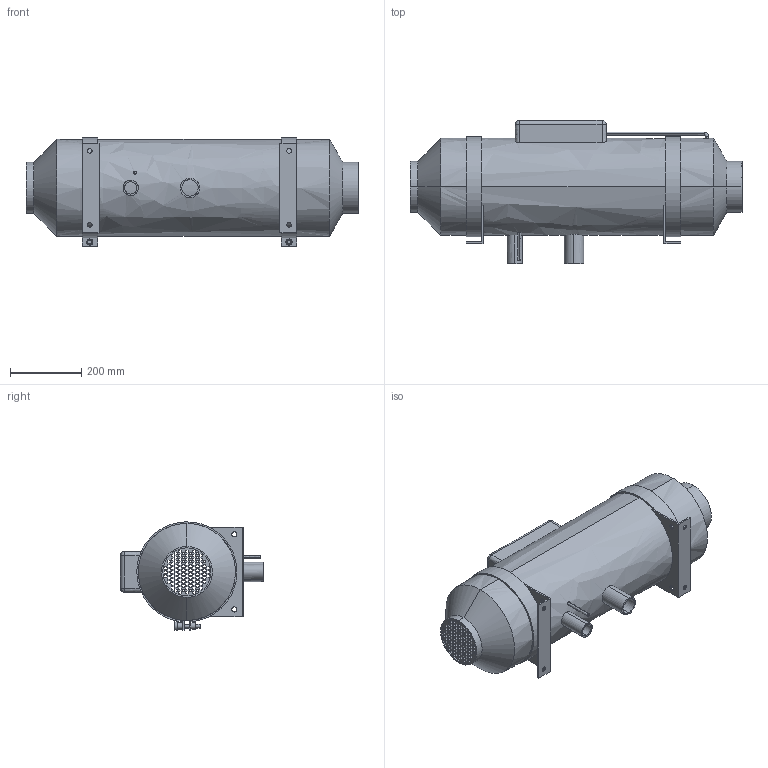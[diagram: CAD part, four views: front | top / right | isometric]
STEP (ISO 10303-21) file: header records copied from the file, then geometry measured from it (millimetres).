
FILE_DESCRIPTION(('FreeCAD Model'),'2;1');
FILE_NAME('Open CASCADE Shape Model','2025-05-04T13:21:57',('FreeCAD'),( 'FreeCAD'),'Open CASCADE STEP processor 7.6','FreeCAD','Unknown');
FILE_SCHEMA(('AUTOMOTIVE_DESIGN { 1 0 10303 214 1 1 1 1 }'));
Length unit declared in the file: millimetre
Products named in the file (1): Open CASCADE STEP translator 7.6 1
Bounding box: 932.61 x 401.74 x 304.15 mm (x, y, z)
Volume: 5691521.8 mm3; surface area: 1999976.1 mm2
Topology: 5 solids, 5 shells, 1029 faces, 2976 edges, 1972 vertices
Faces by surface type: bspline 1029
Entity records: 32484 total; most frequent: CARTESIAN_POINT 13800, ORIENTED_EDGE 5944, EDGE_CURVE 2972, B_SPLINE_CURVE_WITH_KNOTS 2806, VERTEX_POINT 1972, FACE_BOUND 1506, EDGE_LOOP 1506, ADVANCED_FACE 1029
